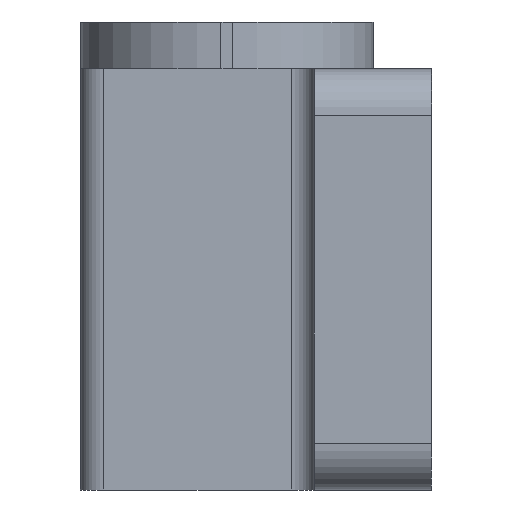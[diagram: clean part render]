
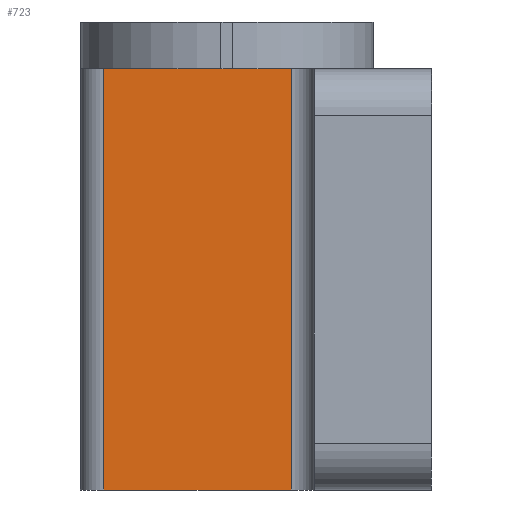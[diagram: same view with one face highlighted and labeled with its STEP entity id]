
A CAD part, left-side view. The second image highlights one B-rep face of the part: STEP entity #723.
In plain terms, the highlighted planar face has unit normal (-1, 0, 0).
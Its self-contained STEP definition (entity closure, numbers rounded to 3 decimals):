
#46=PLANE('',#786);
#71=FACE_OUTER_BOUND('',#113,.T.);
#113=EDGE_LOOP('',(#559,#560,#561,#562));
#156=LINE('',#1084,#220);
#174=LINE('',#1140,#238);
#183=LINE('',#1169,#247);
#184=LINE('',#1171,#248);
#220=VECTOR('',#853,8.);
#238=VECTOR('',#897,8.);
#247=VECTOR('',#930,18.);
#248=VECTOR('',#933,18.);
#324=VERTEX_POINT('',#1081);
#325=VERTEX_POINT('',#1083);
#349=VERTEX_POINT('',#1137);
#350=VERTEX_POINT('',#1139);
#395=EDGE_CURVE('',#325,#324,#156,.T.);
#423=EDGE_CURVE('',#349,#350,#174,.T.);
#439=EDGE_CURVE('',#325,#349,#183,.T.);
#440=EDGE_CURVE('',#350,#324,#184,.T.);
#559=ORIENTED_EDGE('',*,*,#439,.F.);
#560=ORIENTED_EDGE('',*,*,#395,.T.);
#561=ORIENTED_EDGE('',*,*,#440,.F.);
#562=ORIENTED_EDGE('',*,*,#423,.F.);
#723=ADVANCED_FACE('',(#71),#46,.T.);
#786=AXIS2_PLACEMENT_3D('',#1170,#931,#932);
#853=DIRECTION('',(0.,-1.,0.));
#897=DIRECTION('',(0.,-1.,0.));
#930=DIRECTION('',(0.,0.,1.));
#931=DIRECTION('center_axis',(-1.,0.,0.));
#932=DIRECTION('ref_axis',(0.,-1.,0.));
#933=DIRECTION('',(0.,0.,-1.));
#1081=CARTESIAN_POINT('',(14.,6.,0.));
#1083=CARTESIAN_POINT('',(14.,14.,0.));
#1084=CARTESIAN_POINT('',(14.,15.,0.));
#1137=CARTESIAN_POINT('',(14.,14.,18.));
#1139=CARTESIAN_POINT('',(14.,6.,18.));
#1140=CARTESIAN_POINT('',(14.,15.,18.));
#1169=CARTESIAN_POINT('',(14.,14.,0.));
#1170=CARTESIAN_POINT('Origin',(14.,15.,0.));
#1171=CARTESIAN_POINT('',(14.,6.,0.));
